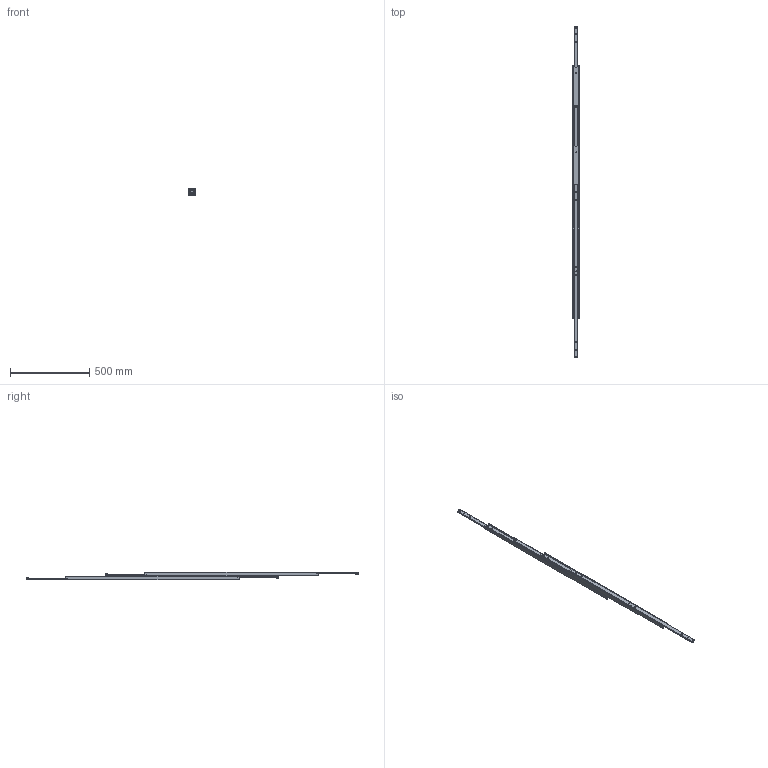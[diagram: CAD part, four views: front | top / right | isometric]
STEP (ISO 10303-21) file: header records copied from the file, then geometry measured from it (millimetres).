
FILE_DESCRIPTION((''),'2;1');
FILE_NAME('DDTS-40 1100.stp','2021-04-15T12:26:59',(''),(''),'Mechanical Desktop 2006','Mechanical Desktop 2006',', , ');
FILE_SCHEMA(('CONFIG_CONTROL_DESIGN'));
Length unit declared in the file: millimetre
Products named in the file (4): DDTS-40-B; INNER BEAM; OUTER BEAM; MITTER BEAM
Assembly tree (5 placements, depth 2):
  DDTS-40-B
    INNER BEAM  x2
    OUTER BEAM  x2
    MITTER BEAM
Bounding box: 40 x 2100 x 48 mm (x, y, z)
Volume: 1500318.4 mm3; surface area: 615516.9 mm2
Topology: 5 solids, 30 shells, 500 faces, 1342 edges, 848 vertices
Faces by surface type: cylinder 182, plane 134, cone 96, torus 80, bspline 8
Entity records: 11686 total; most frequent: CARTESIAN_POINT 2803, DIRECTION 1983, ORIENTED_EDGE 1794, EDGE_CURVE 897, AXIS2_PLACEMENT_3D 809, VERTEX_POINT 567, CIRCLE 456, EDGE_LOOP 368
